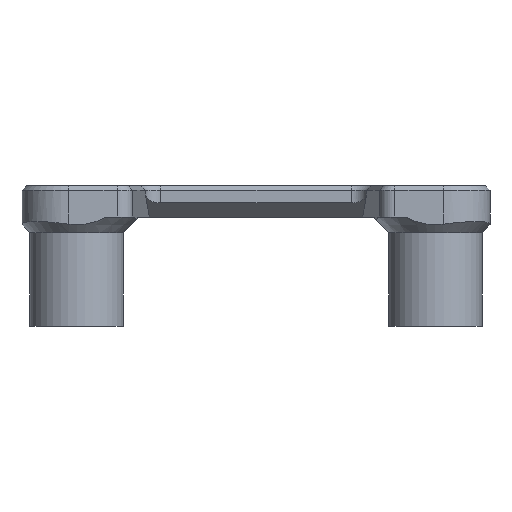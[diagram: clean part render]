
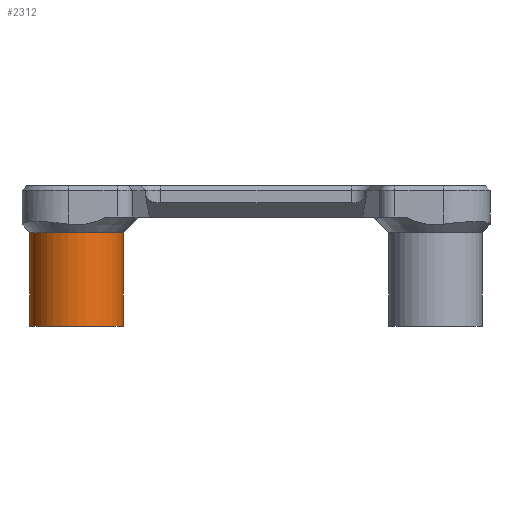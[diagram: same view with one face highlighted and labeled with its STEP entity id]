
A CAD part, left-side view. The second image highlights one B-rep face of the part: STEP entity #2312.
In plain terms, the highlighted cylindrical face has radius 3 mm (diameter 6 mm), a full revolution.
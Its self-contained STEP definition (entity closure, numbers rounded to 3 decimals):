
#138=CYLINDRICAL_SURFACE('',#2588,3.);
#269=FACE_OUTER_BOUND('',#424,.T.);
#424=EDGE_LOOP('',(#2062,#2063,#2064,#2065));
#618=LINE('',#4035,#809);
#809=VECTOR('',#3290,3.);
#825=CIRCLE('',#2352,3.);
#938=CIRCLE('',#2587,3.);
#949=VERTEX_POINT('',#3355);
#1132=VERTEX_POINT('',#4013);
#1149=EDGE_CURVE('',#949,#949,#825,.T.);
#1454=EDGE_CURVE('',#1132,#1132,#938,.T.);
#1458=EDGE_CURVE('',#949,#1132,#618,.T.);
#2062=ORIENTED_EDGE('',*,*,#1149,.F.);
#2063=ORIENTED_EDGE('',*,*,#1458,.T.);
#2064=ORIENTED_EDGE('',*,*,#1454,.F.);
#2065=ORIENTED_EDGE('',*,*,#1458,.F.);
#2312=ADVANCED_FACE('',(#269),#138,.T.);
#2352=AXIS2_PLACEMENT_3D('',#3356,#2638,#2639);
#2587=AXIS2_PLACEMENT_3D('',#4015,#3286,#3287);
#2588=AXIS2_PLACEMENT_3D('',#4034,#3288,#3289);
#2638=DIRECTION('center_axis',(0.,0.,-1.));
#2639=DIRECTION('ref_axis',(1.,0.,0.));
#3286=DIRECTION('center_axis',(0.,0.,1.));
#3287=DIRECTION('ref_axis',(1.,0.,0.));
#3288=DIRECTION('center_axis',(0.,0.,-1.));
#3289=DIRECTION('ref_axis',(1.,0.,0.));
#3290=DIRECTION('',(0.,0.,1.));
#3355=CARTESIAN_POINT('',(0.5,26.5,-7.));
#3356=CARTESIAN_POINT('Origin',(3.5,26.5,-7.));
#4013=CARTESIAN_POINT('',(0.5,26.5,-1.));
#4015=CARTESIAN_POINT('Origin',(3.5,26.5,-1.));
#4034=CARTESIAN_POINT('Origin',(3.5,26.5,0.));
#4035=CARTESIAN_POINT('',(0.5,26.5,0.));
